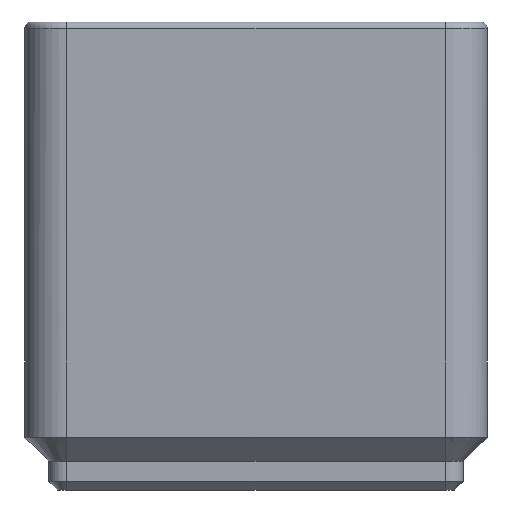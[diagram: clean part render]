
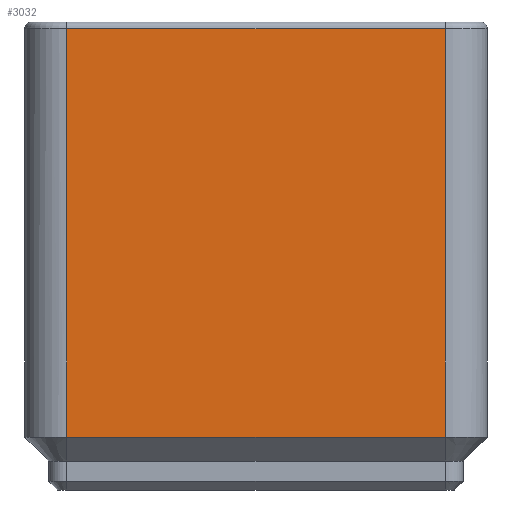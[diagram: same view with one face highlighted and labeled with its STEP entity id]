
A CAD part, left-side view. The second image highlights one B-rep face of the part: STEP entity #3032.
In plain terms, the highlighted planar face has unit normal (-1, 0, 0).
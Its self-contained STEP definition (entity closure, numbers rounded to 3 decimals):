
#700 = CYLINDRICAL_SURFACE('',#701,0.6);
#701 = AXIS2_PLACEMENT_3D('',#702,#703,#704);
#702 = CARTESIAN_POINT('',(0.85,4.,41.4));
#703 = DIRECTION('',(0.,-1.,0.));
#704 = DIRECTION('',(1.,0.,0.));
#1588 = VERTEX_POINT('',#1589);
#1589 = CARTESIAN_POINT('',(0.25,4.,41.4));
#1606 = CYLINDRICAL_SURFACE('',#1607,3.75);
#1607 = AXIS2_PLACEMENT_3D('',#1608,#1609,#1610);
#1608 = CARTESIAN_POINT('',(4.,4.,0.));
#1609 = DIRECTION('',(0.,0.,1.));
#1610 = DIRECTION('',(1.,0.,0.));
#1666 = EDGE_CURVE('',#1667,#1588,#1669,.T.);
#1667 = VERTEX_POINT('',#1668);
#1668 = CARTESIAN_POINT('',(0.25,38.,41.4));
#1669 = SURFACE_CURVE('',#1670,(#1674,#1681),.PCURVE_S1.);
#1670 = LINE('',#1671,#1672);
#1671 = CARTESIAN_POINT('',(0.25,4.,41.4));
#1672 = VECTOR('',#1673,1.);
#1673 = DIRECTION('',(0.,-1.,0.));
#1674 = PCURVE('',#700,#1675);
#1675 = DEFINITIONAL_REPRESENTATION('',(#1676),#1680);
#1676 = LINE('',#1677,#1678);
#1677 = CARTESIAN_POINT('',(3.142,0.));
#1678 = VECTOR('',#1679,1.);
#1679 = DIRECTION('',(0.,1.));
#1680 = ( GEOMETRIC_REPRESENTATION_CONTEXT(2) 
PARAMETRIC_REPRESENTATION_CONTEXT() REPRESENTATION_CONTEXT('2D SPACE',''
  ) );
#1681 = PCURVE('',#1682,#1687);
#1682 = PLANE('',#1683);
#1683 = AXIS2_PLACEMENT_3D('',#1684,#1685,#1686);
#1684 = CARTESIAN_POINT('',(0.25,21.,20.7));
#1685 = DIRECTION('',(-1.,0.,0.));
#1686 = DIRECTION('',(0.,0.,-1.));
#1687 = DEFINITIONAL_REPRESENTATION('',(#1688),#1692);
#1688 = LINE('',#1689,#1690);
#1689 = CARTESIAN_POINT('',(-20.7,17.));
#1690 = VECTOR('',#1691,1.);
#1691 = DIRECTION('',(0.,1.));
#1692 = ( GEOMETRIC_REPRESENTATION_CONTEXT(2) 
PARAMETRIC_REPRESENTATION_CONTEXT() REPRESENTATION_CONTEXT('2D SPACE',''
  ) );
#1793 = CYLINDRICAL_SURFACE('',#1794,3.75);
#1794 = AXIS2_PLACEMENT_3D('',#1795,#1796,#1797);
#1795 = CARTESIAN_POINT('',(4.,38.,0.));
#1796 = DIRECTION('',(0.,0.,1.));
#1797 = DIRECTION('',(1.,0.,0.));
#2903 = EDGE_CURVE('',#2904,#1588,#2906,.T.);
#2904 = VERTEX_POINT('',#2905);
#2905 = CARTESIAN_POINT('',(0.25,4.,4.75));
#2906 = SURFACE_CURVE('',#2907,(#2911,#2918),.PCURVE_S1.);
#2907 = LINE('',#2908,#2909);
#2908 = CARTESIAN_POINT('',(0.25,4.,0.));
#2909 = VECTOR('',#2910,1.);
#2910 = DIRECTION('',(0.,0.,1.));
#2911 = PCURVE('',#1606,#2912);
#2912 = DEFINITIONAL_REPRESENTATION('',(#2913),#2917);
#2913 = LINE('',#2914,#2915);
#2914 = CARTESIAN_POINT('',(3.142,0.));
#2915 = VECTOR('',#2916,1.);
#2916 = DIRECTION('',(0.,1.));
#2917 = ( GEOMETRIC_REPRESENTATION_CONTEXT(2) 
PARAMETRIC_REPRESENTATION_CONTEXT() REPRESENTATION_CONTEXT('2D SPACE',''
  ) );
#2918 = PCURVE('',#1682,#2919);
#2919 = DEFINITIONAL_REPRESENTATION('',(#2920),#2924);
#2920 = LINE('',#2921,#2922);
#2921 = CARTESIAN_POINT('',(20.7,17.));
#2922 = VECTOR('',#2923,1.);
#2923 = DIRECTION('',(-1.,0.));
#2924 = ( GEOMETRIC_REPRESENTATION_CONTEXT(2) 
PARAMETRIC_REPRESENTATION_CONTEXT() REPRESENTATION_CONTEXT('2D SPACE',''
  ) );
#3032 = ADVANCED_FACE('',(#3033),#1682,.T.);
#3033 = FACE_BOUND('',#3034,.T.);
#3034 = EDGE_LOOP('',(#3035,#3036,#3059,#3085));
#3035 = ORIENTED_EDGE('',*,*,#1666,.F.);
#3036 = ORIENTED_EDGE('',*,*,#3037,.F.);
#3037 = EDGE_CURVE('',#3038,#1667,#3040,.T.);
#3038 = VERTEX_POINT('',#3039);
#3039 = CARTESIAN_POINT('',(0.25,38.,4.75));
#3040 = SURFACE_CURVE('',#3041,(#3045,#3052),.PCURVE_S1.);
#3041 = LINE('',#3042,#3043);
#3042 = CARTESIAN_POINT('',(0.25,38.,0.));
#3043 = VECTOR('',#3044,1.);
#3044 = DIRECTION('',(0.,0.,1.));
#3045 = PCURVE('',#1682,#3046);
#3046 = DEFINITIONAL_REPRESENTATION('',(#3047),#3051);
#3047 = LINE('',#3048,#3049);
#3048 = CARTESIAN_POINT('',(20.7,-17.));
#3049 = VECTOR('',#3050,1.);
#3050 = DIRECTION('',(-1.,0.));
#3051 = ( GEOMETRIC_REPRESENTATION_CONTEXT(2) 
PARAMETRIC_REPRESENTATION_CONTEXT() REPRESENTATION_CONTEXT('2D SPACE',''
  ) );
#3052 = PCURVE('',#1793,#3053);
#3053 = DEFINITIONAL_REPRESENTATION('',(#3054),#3058);
#3054 = LINE('',#3055,#3056);
#3055 = CARTESIAN_POINT('',(3.142,0.));
#3056 = VECTOR('',#3057,1.);
#3057 = DIRECTION('',(0.,1.));
#3058 = ( GEOMETRIC_REPRESENTATION_CONTEXT(2) 
PARAMETRIC_REPRESENTATION_CONTEXT() REPRESENTATION_CONTEXT('2D SPACE',''
  ) );
#3059 = ORIENTED_EDGE('',*,*,#3060,.F.);
#3060 = EDGE_CURVE('',#2904,#3038,#3061,.T.);
#3061 = SURFACE_CURVE('',#3062,(#3066,#3073),.PCURVE_S1.);
#3062 = LINE('',#3063,#3064);
#3063 = CARTESIAN_POINT('',(0.25,12.5,4.75));
#3064 = VECTOR('',#3065,1.);
#3065 = DIRECTION('',(0.,1.,0.));
#3066 = PCURVE('',#1682,#3067);
#3067 = DEFINITIONAL_REPRESENTATION('',(#3068),#3072);
#3068 = LINE('',#3069,#3070);
#3069 = CARTESIAN_POINT('',(15.95,8.5));
#3070 = VECTOR('',#3071,1.);
#3071 = DIRECTION('',(0.,-1.));
#3072 = ( GEOMETRIC_REPRESENTATION_CONTEXT(2) 
PARAMETRIC_REPRESENTATION_CONTEXT() REPRESENTATION_CONTEXT('2D SPACE',''
  ) );
#3073 = PCURVE('',#3074,#3079);
#3074 = PLANE('',#3075);
#3075 = AXIS2_PLACEMENT_3D('',#3076,#3077,#3078);
#3076 = CARTESIAN_POINT('',(2.4,4.,2.6));
#3077 = DIRECTION('',(0.707,0.,0.707));
#3078 = DIRECTION('',(0.,-1.,0.));
#3079 = DEFINITIONAL_REPRESENTATION('',(#3080),#3084);
#3080 = LINE('',#3081,#3082);
#3081 = CARTESIAN_POINT('',(-8.5,-3.041));
#3082 = VECTOR('',#3083,1.);
#3083 = DIRECTION('',(-1.,0.));
#3084 = ( GEOMETRIC_REPRESENTATION_CONTEXT(2) 
PARAMETRIC_REPRESENTATION_CONTEXT() REPRESENTATION_CONTEXT('2D SPACE',''
  ) );
#3085 = ORIENTED_EDGE('',*,*,#2903,.T.);
